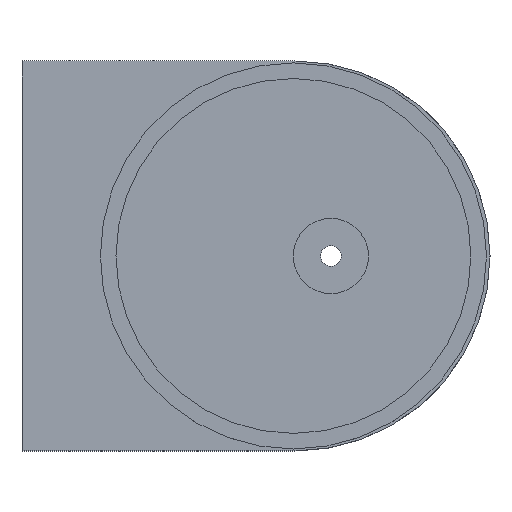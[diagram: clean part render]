
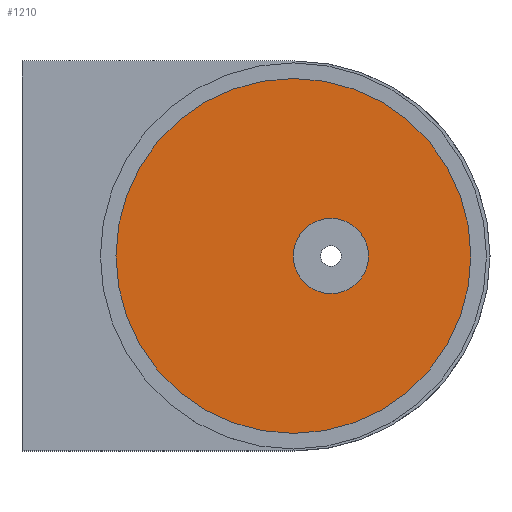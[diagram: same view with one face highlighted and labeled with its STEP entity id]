
A CAD part, top view. The second image highlights one B-rep face of the part: STEP entity #1210.
In plain terms, the highlighted planar face has unit normal (0, 0, 1).
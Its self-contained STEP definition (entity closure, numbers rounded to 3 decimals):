
#1048 = CYLINDRICAL_SURFACE('',#1049,9.65);
#1049 = AXIS2_PLACEMENT_3D('',#1050,#1051,#1052);
#1050 = CARTESIAN_POINT('',(79.2,50.,12.));
#1051 = DIRECTION('',(0.,0.,-1.));
#1052 = DIRECTION('',(-1.,0.,0.));
#1090 = CYLINDRICAL_SURFACE('',#1091,45.5);
#1091 = AXIS2_PLACEMENT_3D('',#1092,#1093,#1094);
#1092 = CARTESIAN_POINT('',(69.6,50.,11.5));
#1093 = DIRECTION('',(-0.,-0.,-1.));
#1094 = DIRECTION('',(1.,0.,0.));
#1106 = VERTEX_POINT('',#1107);
#1107 = CARTESIAN_POINT('',(69.55,50.,11.5));
#1130 = EDGE_CURVE('',#1106,#1106,#1131,.T.);
#1131 = SURFACE_CURVE('',#1132,(#1137,#1144),.PCURVE_S1.);
#1132 = CIRCLE('',#1133,9.65);
#1133 = AXIS2_PLACEMENT_3D('',#1134,#1135,#1136);
#1134 = CARTESIAN_POINT('',(79.2,50.,11.5));
#1135 = DIRECTION('',(0.,0.,-1.));
#1136 = DIRECTION('',(-1.,0.,0.));
#1137 = PCURVE('',#1048,#1138);
#1138 = DEFINITIONAL_REPRESENTATION('',(#1139),#1143);
#1139 = LINE('',#1140,#1141);
#1140 = CARTESIAN_POINT('',(0.,0.5));
#1141 = VECTOR('',#1142,1.);
#1142 = DIRECTION('',(1.,0.));
#1143 = ( GEOMETRIC_REPRESENTATION_CONTEXT(2) 
PARAMETRIC_REPRESENTATION_CONTEXT() REPRESENTATION_CONTEXT('2D SPACE',''
  ) );
#1144 = PCURVE('',#1145,#1150);
#1145 = PLANE('',#1146);
#1146 = AXIS2_PLACEMENT_3D('',#1147,#1148,#1149);
#1147 = CARTESIAN_POINT('',(50.59,50.,11.5));
#1148 = DIRECTION('',(0.,0.,1.));
#1149 = DIRECTION('',(1.,0.,-0.));
#1150 = DEFINITIONAL_REPRESENTATION('',(#1151),#1159);
#1151 = ( BOUNDED_CURVE() B_SPLINE_CURVE(2,(#1152,#1153,#1154,#1155,
#1156,#1157,#1158),.UNSPECIFIED.,.T.,.F.) B_SPLINE_CURVE_WITH_KNOTS((1,2
    ,2,2,2,1),(-2.094,0.,2.094,4.189,
6.283,8.378),.UNSPECIFIED.) CURVE() 
GEOMETRIC_REPRESENTATION_ITEM() RATIONAL_B_SPLINE_CURVE((1.,0.5,1.,0.5,
1.,0.5,1.)) REPRESENTATION_ITEM('') );
#1152 = CARTESIAN_POINT('',(18.96,0.));
#1153 = CARTESIAN_POINT('',(18.96,16.714));
#1154 = CARTESIAN_POINT('',(33.435,8.357));
#1155 = CARTESIAN_POINT('',(47.91,0.));
#1156 = CARTESIAN_POINT('',(33.435,-8.357));
#1157 = CARTESIAN_POINT('',(18.96,-16.714));
#1158 = CARTESIAN_POINT('',(18.96,0.));
#1159 = ( GEOMETRIC_REPRESENTATION_CONTEXT(2) 
PARAMETRIC_REPRESENTATION_CONTEXT() REPRESENTATION_CONTEXT('2D SPACE',''
  ) );
#1164 = EDGE_CURVE('',#1165,#1165,#1167,.T.);
#1165 = VERTEX_POINT('',#1166);
#1166 = CARTESIAN_POINT('',(115.1,50.,11.5));
#1167 = SURFACE_CURVE('',#1168,(#1173,#1180),.PCURVE_S1.);
#1168 = CIRCLE('',#1169,45.5);
#1169 = AXIS2_PLACEMENT_3D('',#1170,#1171,#1172);
#1170 = CARTESIAN_POINT('',(69.6,50.,11.5));
#1171 = DIRECTION('',(0.,0.,1.));
#1172 = DIRECTION('',(1.,0.,0.));
#1173 = PCURVE('',#1090,#1174);
#1174 = DEFINITIONAL_REPRESENTATION('',(#1175),#1179);
#1175 = LINE('',#1176,#1177);
#1176 = CARTESIAN_POINT('',(-0.,0.));
#1177 = VECTOR('',#1178,1.);
#1178 = DIRECTION('',(-1.,0.));
#1179 = ( GEOMETRIC_REPRESENTATION_CONTEXT(2) 
PARAMETRIC_REPRESENTATION_CONTEXT() REPRESENTATION_CONTEXT('2D SPACE',''
  ) );
#1180 = PCURVE('',#1145,#1181);
#1181 = DEFINITIONAL_REPRESENTATION('',(#1182),#1186);
#1182 = CIRCLE('',#1183,45.5);
#1183 = AXIS2_PLACEMENT_2D('',#1184,#1185);
#1184 = CARTESIAN_POINT('',(19.01,0.));
#1185 = DIRECTION('',(1.,0.));
#1186 = ( GEOMETRIC_REPRESENTATION_CONTEXT(2) 
PARAMETRIC_REPRESENTATION_CONTEXT() REPRESENTATION_CONTEXT('2D SPACE',''
  ) );
#1210 = ADVANCED_FACE('',(#1211,#1214),#1145,.T.);
#1211 = FACE_BOUND('',#1212,.T.);
#1212 = EDGE_LOOP('',(#1213));
#1213 = ORIENTED_EDGE('',*,*,#1164,.T.);
#1214 = FACE_BOUND('',#1215,.T.);
#1215 = EDGE_LOOP('',(#1216));
#1216 = ORIENTED_EDGE('',*,*,#1130,.T.);
